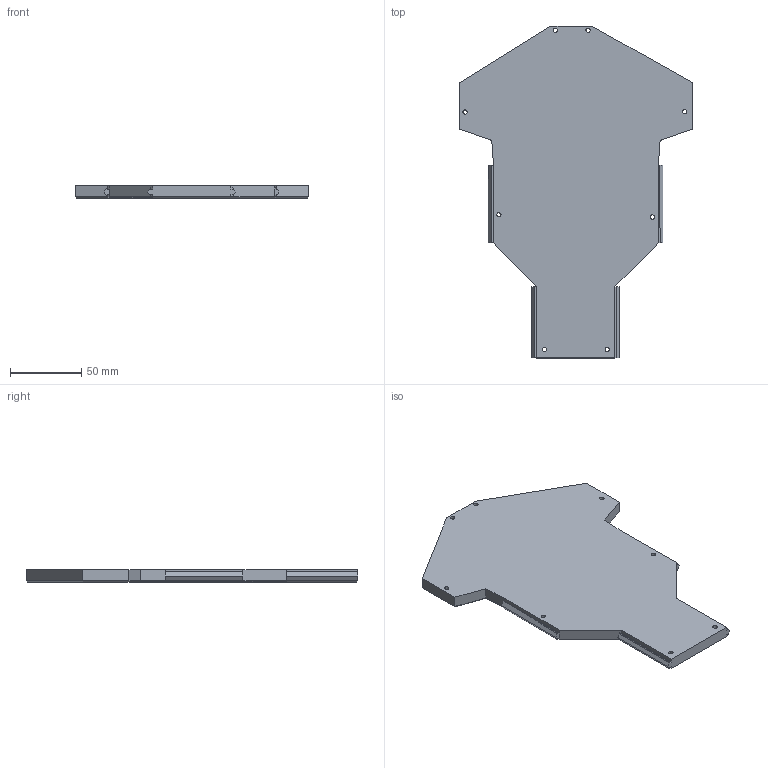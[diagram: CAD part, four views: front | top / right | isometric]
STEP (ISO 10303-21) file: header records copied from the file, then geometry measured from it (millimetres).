
FILE_DESCRIPTION(/* description */ (''),/* implementation_level */ '2;1');
FILE_NAME(/* name */ 'middle_bottom.step',/* time_stamp */ '2025-12-19T17:37:19+05:30',/* author */ (''),/* organization */ (''),/* preprocessor_version */ 'ST-DEVELOPER v20.1',/* originating_system */ 'Autodesk Translation Framework v14.21.0.0',/* authorisation */ '');
FILE_SCHEMA (('AUTOMOTIVE_DESIGN { 1 0 10303 214 3 1 1 }'));
Length unit declared in the file: millimetre
Products named in the file (1): middle_bottom
Bounding box: 163.46 x 232.98 x 9 mm (x, y, z)
Volume: 216803.8 mm3; surface area: 56271 mm2
Topology: 1 solids, 1 shells, 93 faces, 233 edges, 147 vertices
Faces by surface type: plane 76, cylinder 16, bspline 1
Full cylindrical faces by diameter (mm): 3 x7, 4.4 x8
Entity records: 2797 total; most frequent: CARTESIAN_POINT 483, ORIENTED_EDGE 466, DIRECTION 459, EDGE_CURVE 233, LINE 193, VECTOR 193, VERTEX_POINT 147, AXIS2_PLACEMENT_3D 133
